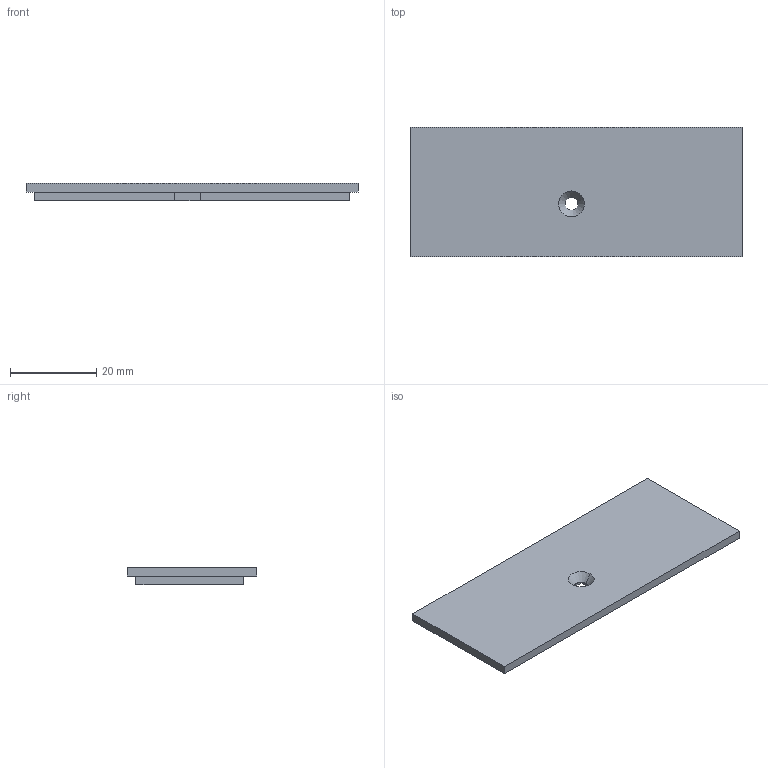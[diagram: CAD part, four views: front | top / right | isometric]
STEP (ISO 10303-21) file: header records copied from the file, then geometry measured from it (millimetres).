
FILE_DESCRIPTION (( 'STEP AP214' ), '1' );
FILE_NAME ('lid.STEP', '2024-08-09T19:57:37', ( '' ), ( '' ), 'SwSTEP 2.0', 'SolidWorks 2020', '' );
FILE_SCHEMA (( 'AUTOMOTIVE_DESIGN' ));
Length unit declared in the file: millimetre
Products named in the file (1): lid
Bounding box: 77 x 30 x 4 mm (x, y, z)
Volume: 8094 mm3; surface area: 5488.6 mm2
Topology: 1 solids, 1 shells, 19 faces, 46 edges, 30 vertices
Faces by surface type: plane 15, cone 2, cylinder 2
Entity records: 588 total; most frequent: CARTESIAN_POINT 96, ORIENTED_EDGE 92, DIRECTION 92, EDGE_CURVE 46, VECTOR 40, LINE 40, VERTEX_POINT 30, AXIS2_PLACEMENT_3D 26
